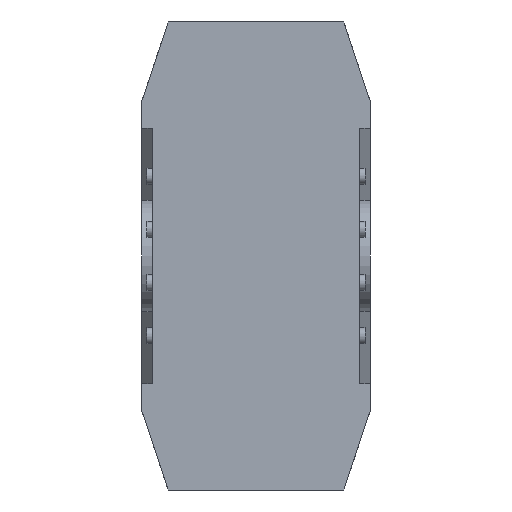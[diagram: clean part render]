
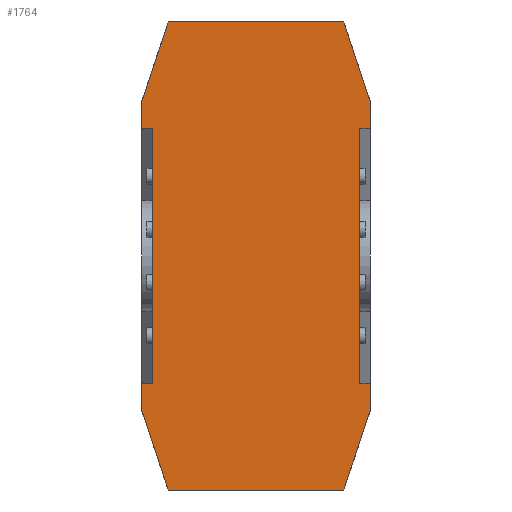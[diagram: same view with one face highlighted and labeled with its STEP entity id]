
A CAD part, front view. The second image highlights one B-rep face of the part: STEP entity #1764.
In plain terms, the highlighted planar face has unit normal (0, -1, 0).
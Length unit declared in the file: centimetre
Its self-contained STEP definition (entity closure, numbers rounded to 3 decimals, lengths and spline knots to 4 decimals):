
#210=VERTEX_POINT('',#2474);
#211=VERTEX_POINT('',#2475);
#226=VERTEX_POINT('',#2515);
#227=VERTEX_POINT('',#2516);
#242=VERTEX_POINT('',#2556);
#243=VERTEX_POINT('',#2560);
#246=VERTEX_POINT('',#2574);
#249=VERTEX_POINT('',#2580);
#256=VERTEX_POINT('',#2601);
#257=VERTEX_POINT('',#2605);
#258=VERTEX_POINT('',#2609);
#261=VERTEX_POINT('',#2615);
#302=VERTEX_POINT('',#3135);
#314=VERTEX_POINT('',#3171);
#315=VERTEX_POINT('',#3178);
#317=VERTEX_POINT('',#3185);
#362=VECTOR('',#2044,1.);
#369=VECTOR('',#2086,1.);
#388=VECTOR('',#2112,1.);
#390=VECTOR('',#2115,1.);
#396=VECTOR('',#2128,1.);
#406=VECTOR('',#2149,1.);
#408=VECTOR('',#2152,1.);
#410=VECTOR('',#2155,1.);
#450=VECTOR('',#2250,1.);
#462=VECTOR('',#2283,1.);
#463=VECTOR('',#2291,1.);
#465=VECTOR('',#2296,1.);
#466=VECTOR('',#2297,1.);
#467=VECTOR('',#2298,1.);
#516=LINE('',#2473,#362);
#523=LINE('',#2514,#369);
#542=LINE('',#2555,#388);
#544=LINE('',#2559,#390);
#550=LINE('',#2573,#396);
#560=LINE('',#2600,#406);
#562=LINE('',#2604,#408);
#564=LINE('',#2608,#410);
#604=LINE('',#3136,#450);
#616=LINE('',#3172,#462);
#617=LINE('',#3177,#463);
#619=LINE('',#3183,#465);
#620=LINE('',#3184,#466);
#621=LINE('',#3186,#467);
#709=EDGE_CURVE('',#210,#211,#516,.T.);
#725=EDGE_CURVE('',#226,#227,#523,.T.);
#745=EDGE_CURVE('',#211,#242,#542,.T.);
#747=EDGE_CURVE('',#243,#210,#544,.T.);
#754=EDGE_CURVE('',#243,#246,#550,.T.);
#758=EDGE_CURVE('',#249,#242,#550,.T.);
#768=EDGE_CURVE('',#227,#256,#560,.T.);
#770=EDGE_CURVE('',#257,#226,#562,.T.);
#772=EDGE_CURVE('',#258,#257,#564,.T.);
#776=EDGE_CURVE('',#256,#261,#564,.T.);
#845=EDGE_CURVE('',#302,#261,#604,.T.);
#864=EDGE_CURVE('',#314,#249,#616,.T.);
#867=EDGE_CURVE('',#258,#315,#617,.T.);
#870=EDGE_CURVE('',#314,#315,#619,.T.);
#871=EDGE_CURVE('',#317,#302,#620,.T.);
#872=EDGE_CURVE('',#246,#317,#621,.T.);
#1305=ORIENTED_EDGE('',*,*,#745,.T.);
#1306=ORIENTED_EDGE('',*,*,#758,.F.);
#1307=ORIENTED_EDGE('',*,*,#864,.F.);
#1308=ORIENTED_EDGE('',*,*,#870,.T.);
#1309=ORIENTED_EDGE('',*,*,#867,.F.);
#1310=ORIENTED_EDGE('',*,*,#772,.T.);
#1311=ORIENTED_EDGE('',*,*,#770,.T.);
#1312=ORIENTED_EDGE('',*,*,#725,.T.);
#1313=ORIENTED_EDGE('',*,*,#768,.T.);
#1314=ORIENTED_EDGE('',*,*,#776,.T.);
#1315=ORIENTED_EDGE('',*,*,#845,.F.);
#1316=ORIENTED_EDGE('',*,*,#871,.F.);
#1317=ORIENTED_EDGE('',*,*,#872,.F.);
#1318=ORIENTED_EDGE('',*,*,#754,.F.);
#1319=ORIENTED_EDGE('',*,*,#747,.T.);
#1320=ORIENTED_EDGE('',*,*,#709,.T.);
#1518=EDGE_LOOP('',(#1305,#1306,#1307,#1308,#1309,#1310,#1311,#1312,#1313,
#1314,#1315,#1316,#1317,#1318,#1319,#1320));
#1658=FACE_BOUND('',#1518,.T.);
#1764=ADVANCED_FACE('',(#1658),#3244,.T.);
#1911=AXIS2_PLACEMENT_3D('',#3182,#2295,$);
#2044=DIRECTION('',(0.,0.,-1.));
#2086=DIRECTION('',(0.,0.,1.));
#2112=DIRECTION('',(-1.,0.,0.));
#2115=DIRECTION('',(1.,0.,0.));
#2128=DIRECTION('',(0.,0.,1.));
#2149=DIRECTION('',(1.,0.,0.));
#2152=DIRECTION('',(-1.,0.,0.));
#2155=DIRECTION('',(0.,0.,1.));
#2250=DIRECTION('',(0.316,0.,-0.949));
#2283=DIRECTION('',(-0.316,0.,0.949));
#2291=DIRECTION('',(-0.316,0.,-0.949));
#2295=DIRECTION('',(0.,-1.,0.));
#2296=DIRECTION('',(1.,0.,0.));
#2297=DIRECTION('',(1.,0.,0.));
#2298=DIRECTION('',(0.316,0.,0.949));
#2473=CARTESIAN_POINT('',(-0.975,-23.8,-2.2));
#2474=CARTESIAN_POINT('',(-0.975,-23.8,-1.));
#2475=CARTESIAN_POINT('',(-0.975,-23.8,-3.4));
#2514=CARTESIAN_POINT('',(0.975,-23.8,-2.2));
#2515=CARTESIAN_POINT('',(0.975,-23.8,-3.4));
#2516=CARTESIAN_POINT('',(0.975,-23.8,-1.));
#2555=CARTESIAN_POINT('',(-1.075,-23.8,-3.4));
#2556=CARTESIAN_POINT('',(-1.075,-23.8,-3.4));
#2559=CARTESIAN_POINT('',(-1.075,-23.8,-1.));
#2560=CARTESIAN_POINT('',(-1.075,-23.8,-1.));
#2573=CARTESIAN_POINT('',(-1.075,-23.8,-4.4));
#2574=CARTESIAN_POINT('',(-1.075,-23.8,-0.75));
#2580=CARTESIAN_POINT('',(-1.075,-23.8,-3.65));
#2600=CARTESIAN_POINT('',(0.,-23.8,-1.));
#2601=CARTESIAN_POINT('',(1.075,-23.8,-1.));
#2604=CARTESIAN_POINT('',(0.,-23.8,-3.4));
#2605=CARTESIAN_POINT('',(1.075,-23.8,-3.4));
#2608=CARTESIAN_POINT('',(1.075,-23.8,-4.4));
#2609=CARTESIAN_POINT('',(1.075,-23.8,-3.65));
#2615=CARTESIAN_POINT('',(1.075,-23.8,-0.75));
#3135=CARTESIAN_POINT('',(0.825,-23.8,0.));
#3136=CARTESIAN_POINT('',(1.1225,-23.8,-0.8925));
#3171=CARTESIAN_POINT('',(-0.825,-23.8,-4.4));
#3172=CARTESIAN_POINT('',(-1.23,-23.8,-3.185));
#3177=CARTESIAN_POINT('',(1.1225,-23.8,-3.5075));
#3178=CARTESIAN_POINT('',(0.825,-23.8,-4.4));
#3182=CARTESIAN_POINT('',(-1.075,-23.8,-2.2));
#3183=CARTESIAN_POINT('',(-1.075,-23.8,-4.4));
#3184=CARTESIAN_POINT('',(-1.075,-23.8,0.));
#3185=CARTESIAN_POINT('',(-0.825,-23.8,0.));
#3186=CARTESIAN_POINT('',(-1.23,-23.8,-1.215));
#3244=PLANE('',#1911);
